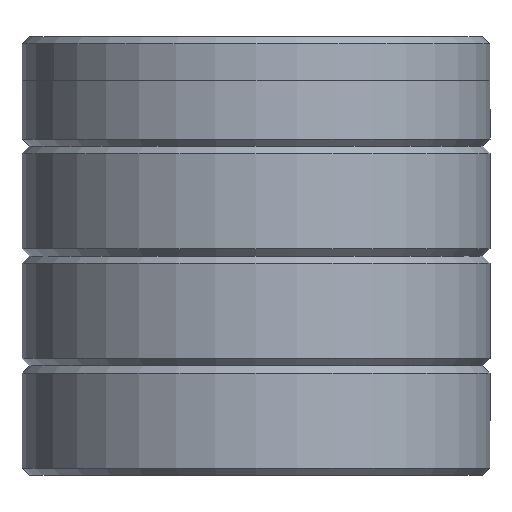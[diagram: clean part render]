
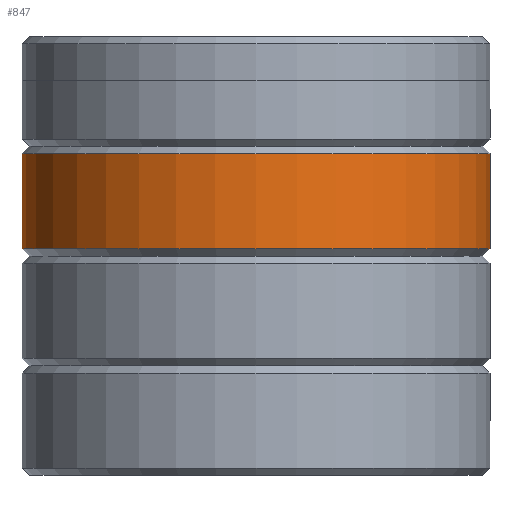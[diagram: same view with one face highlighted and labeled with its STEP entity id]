
A CAD part, front view. The second image highlights one B-rep face of the part: STEP entity #847.
In plain terms, the highlighted cylindrical face has radius 16 mm (diameter 32 mm), a partial arc.
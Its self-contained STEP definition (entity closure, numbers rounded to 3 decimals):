
#5 = VECTOR ( 'NONE', #313, 1000. ) ;
#26 = DIRECTION ( 'NONE',  ( -1., 0., 0. ) ) ;
#56 = LINE ( 'NONE', #142, #5 ) ;
#67 = DIRECTION ( 'NONE',  ( -1., 0., 0. ) ) ;
#126 = VERTEX_POINT ( 'NONE', #1066 ) ;
#142 = CARTESIAN_POINT ( 'NONE',  ( -16., 0., 30. ) ) ;
#178 = CARTESIAN_POINT ( 'NONE',  ( 16., 0., 30. ) ) ;
#258 = CARTESIAN_POINT ( 'NONE',  ( 16., 0., 15.5 ) ) ;
#263 = CARTESIAN_POINT ( 'NONE',  ( 0., 0., 30. ) ) ;
#313 = DIRECTION ( 'NONE',  ( 0., 0., -1. ) ) ;
#355 = EDGE_CURVE ( 'NONE', #745, #1144, #1356, .T. ) ;
#428 = ORIENTED_EDGE ( 'NONE', *, *, #1108, .T. ) ;
#452 = DIRECTION ( 'NONE',  ( 0., 0., -1. ) ) ;
#526 = CARTESIAN_POINT ( 'NONE',  ( -16., 0., 15.5 ) ) ;
#566 = VECTOR ( 'NONE', #673, 1000. ) ;
#642 = CARTESIAN_POINT ( 'NONE',  ( -16., 0., 22. ) ) ;
#673 = DIRECTION ( 'NONE',  ( 0., 0., -1. ) ) ;
#722 = AXIS2_PLACEMENT_3D ( 'NONE', #1905, #1025, #67 ) ;
#745 = VERTEX_POINT ( 'NONE', #258 ) ;
#762 = ORIENTED_EDGE ( 'NONE', *, *, #879, .T. ) ;
#847 = ADVANCED_FACE ( 'NONE', ( #1399 ), #1644, .T. ) ;
#879 = EDGE_CURVE ( 'NONE', #1747, #1144, #56, .T. ) ;
#883 = EDGE_LOOP ( 'NONE', ( #940, #428, #762, #1519 ) ) ;
#905 = AXIS2_PLACEMENT_3D ( 'NONE', #1863, #978, #26 ) ;
#940 = ORIENTED_EDGE ( 'NONE', *, *, #990, .F. ) ;
#978 = DIRECTION ( 'NONE',  ( 0., 0., -1. ) ) ;
#990 = EDGE_CURVE ( 'NONE', #126, #745, #1718, .T. ) ;
#1025 = DIRECTION ( 'NONE',  ( 0., 0., -1. ) ) ;
#1066 = CARTESIAN_POINT ( 'NONE',  ( 16., 0., 22. ) ) ;
#1108 = EDGE_CURVE ( 'NONE', #126, #1747, #1961, .T. ) ;
#1144 = VERTEX_POINT ( 'NONE', #526 ) ;
#1351 = AXIS2_PLACEMENT_3D ( 'NONE', #263, #452, #1959 ) ;
#1356 = CIRCLE ( 'NONE', #722, 16. ) ;
#1399 = FACE_OUTER_BOUND ( 'NONE', #883, .T. ) ;
#1519 = ORIENTED_EDGE ( 'NONE', *, *, #355, .F. ) ;
#1644 = CYLINDRICAL_SURFACE ( 'NONE', #1351, 16. ) ;
#1718 = LINE ( 'NONE', #178, #566 ) ;
#1747 = VERTEX_POINT ( 'NONE', #642 ) ;
#1863 = CARTESIAN_POINT ( 'NONE',  ( 0., 0., 22. ) ) ;
#1905 = CARTESIAN_POINT ( 'NONE',  ( 0., 0., 15.5 ) ) ;
#1959 = DIRECTION ( 'NONE',  ( -1., 0., 0. ) ) ;
#1961 = CIRCLE ( 'NONE', #905, 16. ) ;
